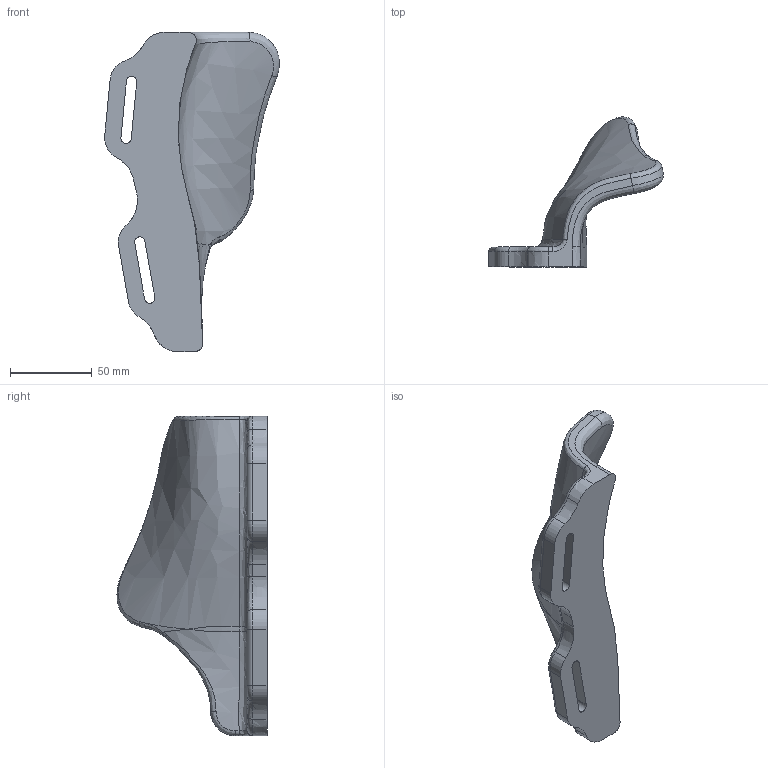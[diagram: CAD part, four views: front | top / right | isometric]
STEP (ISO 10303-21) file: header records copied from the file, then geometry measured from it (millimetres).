
FILE_DESCRIPTION(/* description */ (''),/* implementation_level */ '2;1');
FILE_NAME(/* name */ '2026-1-14_ParaHook_v14_195x125 x 50x65x90 th.step',/* time_stamp */ '2026-02-08T12:39:11-05:00',/* author */ (''),/* organization */ (''),/* preprocessor_version */ 'ST-DEVELOPER v20.1',/* originating_system */ 'Autodesk Translation Framework v14.24.0.0',/* authorisation */ '');
FILE_SCHEMA (('AUTOMOTIVE_DESIGN { 1 0 10303 214 3 1 1 }'));
Length unit declared in the file: millimetre
Products named in the file (1): FusionComponent
Bounding box: 106.68 x 91.59 x 195 mm (x, y, z)
Volume: 235161.7 mm3; surface area: 48388.5 mm2
Topology: 1 solids, 1 shells, 82 faces, 208 edges, 123 vertices
Faces by surface type: bspline 57, cylinder 11, plane 10, torus 4
Entity records: 4900 total; most frequent: CARTESIAN_POINT 3270, ORIENTED_EDGE 406, EDGE_CURVE 203, DIRECTION 198, VERTEX_POINT 123, B_SPLINE_CURVE_WITH_KNOTS 111, EDGE_LOOP 86, AXIS2_PLACEMENT_3D 84
